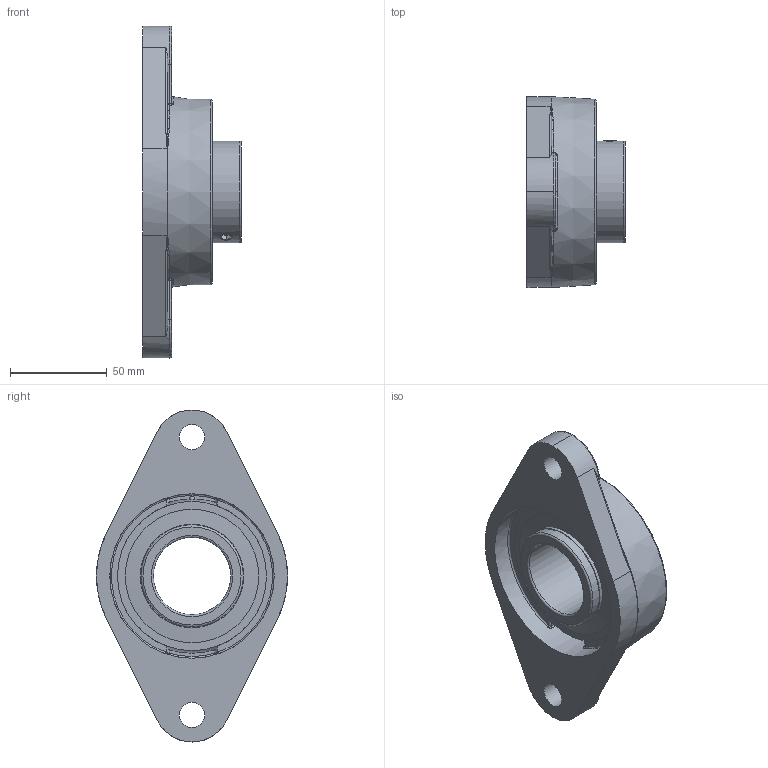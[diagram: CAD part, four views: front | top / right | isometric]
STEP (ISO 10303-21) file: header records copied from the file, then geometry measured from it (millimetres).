
FILE_DESCRIPTION(('HOOPS Exchange Step'),'2;1');
FILE_NAME('export-7EC6C497-535E-4513-A291-97111798C0A6.stp','2020-05-29T10:21:28-07:00',('dkerr'),('Alibre'),'HOOPS Exchange 2020.0','Alibre','Unknown authorisation');
FILE_SCHEMA( ('AP242_MANAGED_MODEL_BASED_3D_ENGINEERING_MIM_LF {1 0 10303 442 1 1 4 }') );
Length unit declared in the file: inch
Products named in the file (7): MRN SFTM L4L 208; MRN SUC 208 L4L (40mm) (Race); MRN SUC 208 L4L (Ball); MRN SUC 208 L4L (Shield); MRN SUC 208 L4L (Set Screw); MRN SUC 208 L4L (40mm); MRN SUCSFTM 208 L4L (40mm)
Assembly tree (7 placements, depth 3):
  MRN SUCSFTM 208 L4L (40mm)
    MRN SFTM L4L 208
    MRN SUC 208 L4L (40mm)
      MRN SUC 208 L4L (40mm) (Race)
      MRN SUC 208 L4L (Ball)
      MRN SUC 208 L4L (Shield)
      MRN SUC 208 L4L (Set Screw)  x2
Bounding box: 51.2 x 99 x 172 mm (x, y, z)
Volume: 205261.4 mm3; surface area: 75715 mm2
Topology: 16 solids, 16 shells, 178 faces, 466 edges, 296 vertices
Faces by surface type: plane 52, cylinder 45, bspline 34, torus 22, sphere 16, cone 9
Full cylindrical faces by diameter (mm): 6.782 x4, 13 x2, 40 x1, 52.832 x4, 53.594 x2, 69.215 x4, 83.195 x1, 85.195 x1, 88.22 x1
Entity records: 10969 total; most frequent: CARTESIAN_POINT 6817, DIRECTION 830, ORIENTED_EDGE 824, EDGE_CURVE 412, AXIS2_PLACEMENT_3D 362, VERTEX_POINT 279, CIRCLE 208, EDGE_LOOP 189
